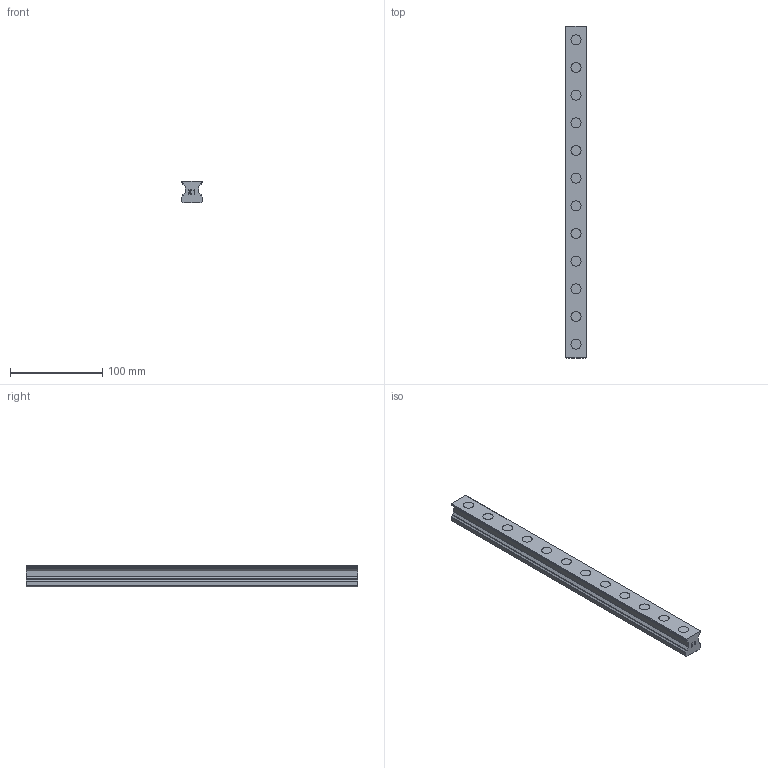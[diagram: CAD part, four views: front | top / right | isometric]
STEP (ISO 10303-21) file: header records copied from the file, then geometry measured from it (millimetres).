
FILE_DESCRIPTION(('STEP AP214'),'1');
FILE_NAME('cctmp_C67EA4B0-885B-490E-B388-3F2D72AE17B0_2021_03_10_17_17_20_0923..stp','2021-03-10T16:17:21',('HIWIN GmbH'),('CADClick - www.CADClick.com'),'Spatial InterOp 3D',' ','unknown authorization');
FILE_SCHEMA(('AUTOMOTIVE_DESIGN'));
Length unit declared in the file: millimetre
Products named in the file (1): RGR25R360H_FILE
Bounding box: 23 x 360 x 23.6 mm (x, y, z)
Volume: 144366.5 mm3; surface area: 45457.4 mm2
Topology: 1 solids, 1 shells, 225 faces, 549 edges, 366 vertices
Faces by surface type: plane 135, cylinder 90
Entity records: 8467 total; most frequent: DIRECTION 1181, CARTESIAN_POINT 1141, ORIENTED_EDGE 1098, EDGE_CURVE 549, AXIS2_PLACEMENT_3D 406, LINE 369, VECTOR 369, VERTEX_POINT 366
